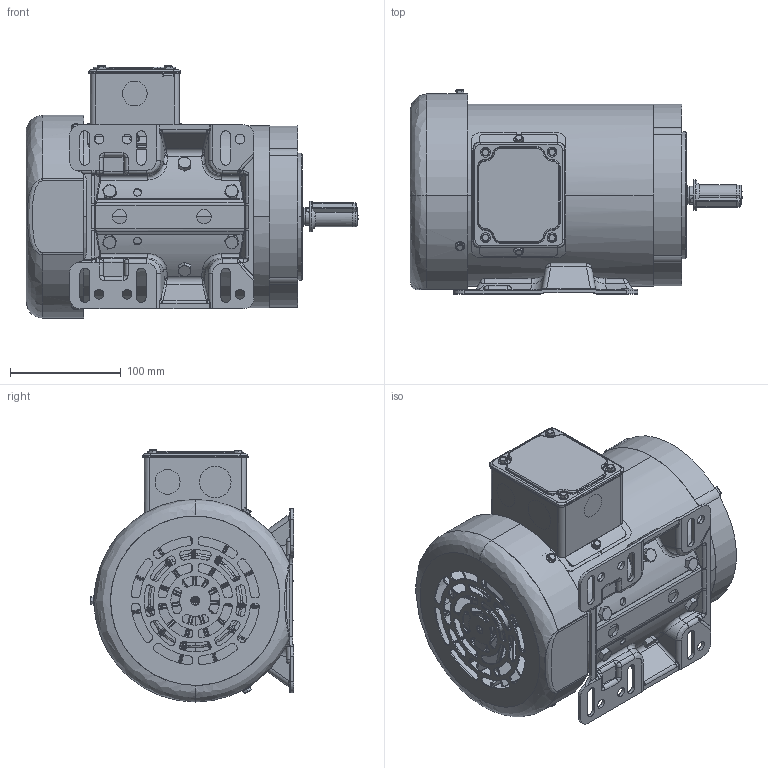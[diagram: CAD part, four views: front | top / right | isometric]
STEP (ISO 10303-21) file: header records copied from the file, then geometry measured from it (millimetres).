
FILE_DESCRIPTION (( 'STEP AP214' ), '1' );
FILE_NAME ('MTRP-002-BD36.STEP', '2017-01-05T17:19:32', ( '' ), ( '' ), 'SwSTEP 2.0', 'SolidWorks 2016', '' );
FILE_SCHEMA (( 'AUTOMOTIVE_DESIGN' ));
Length unit declared in the file: millimetre
Products named in the file (1): MTRP-002-BD36
Bounding box: 299.1 x 183.73 x 227.03 mm (x, y, z)
Volume: 728366 mm3; surface area: 624276.2 mm2
Topology: 40 solids, 40 shells, 3663 faces, 9308 edges, 5521 vertices
Faces by surface type: bspline 1380, cylinder 1174, plane 821, cone 288
Entity records: 160724 total; most frequent: CARTESIAN_POINT 82737, ORIENTED_EDGE 18060, DIRECTION 13809, EDGE_CURVE 9030, VERTEX_POINT 5521, AXIS2_PLACEMENT_3D 5490, EDGE_LOOP 3943, FACE_OUTER_BOUND 3663
